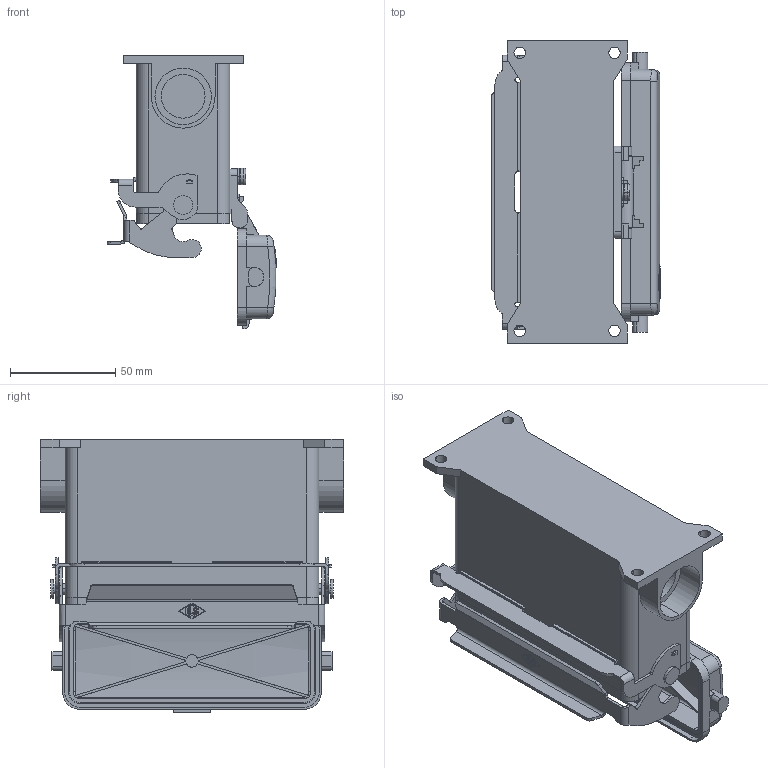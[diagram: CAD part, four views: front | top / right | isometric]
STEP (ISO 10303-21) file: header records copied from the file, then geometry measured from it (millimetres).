
FILE_DESCRIPTION(('Creo Elements/Direct Modeling STEP Export'),'2;1');
FILE_NAME('0lndrp33rqlbple4740','2015-07-21T10:47:13',(''),(''),'Creo Elements/Direct Modeling STEP processor for AP214 (Solid Model)','Creo Elements/Direct Modeling 18.1F 24-Jul-2014 (C) Parametric Technology GmbH','');
FILE_SCHEMA(('AUTOMOTIVE_DESIGN { 1 0 10303 214 1 1 1 1 }'));
Length unit declared in the file: millimetre
Products named in the file (2): CVAP_24_LSP21
Assembly tree (1 placements, depth 2):
  CVAP_24_LSP21
    CVAP_24_LSP21
Bounding box: 80.38 x 144 x 129.73 mm (x, y, z)
Volume: 182078.1 mm3; surface area: 106137.4 mm2
Topology: 1 solids, 1 shells, 653 faces, 1810 edges, 1192 vertices
Faces by surface type: plane 352, cylinder 265, bspline 26, torus 10
Entity records: 31686 total; most frequent: CARTESIAN_POINT 15062, ORIENTED_EDGE 3620, DIRECTION 3286, EDGE_CURVE 1810, VERTEX_POINT 1192, VECTOR 1122, LINE 1122, AXIS2_PLACEMENT_3D 1082
